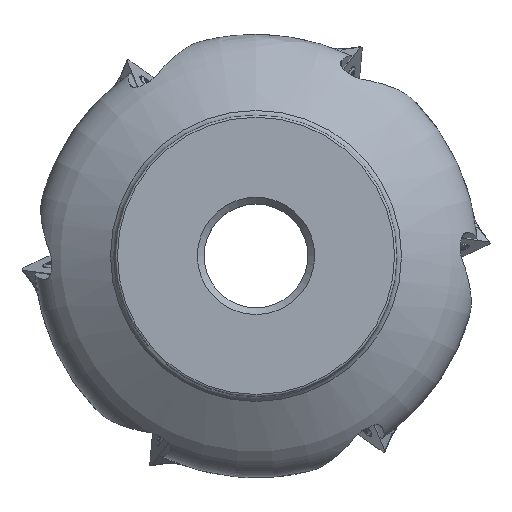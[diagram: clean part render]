
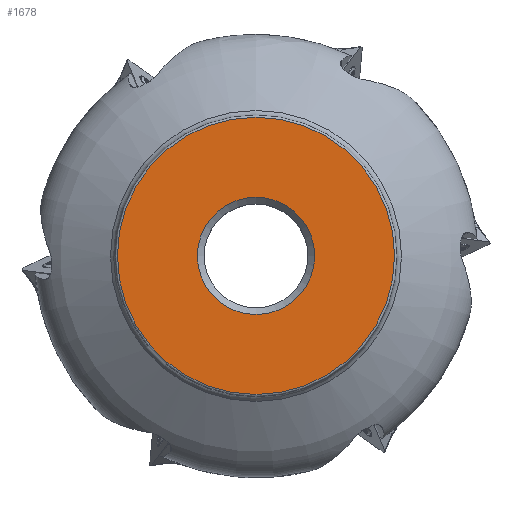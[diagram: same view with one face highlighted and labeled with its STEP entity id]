
A CAD part, top view. The second image highlights one B-rep face of the part: STEP entity #1678.
In plain terms, the highlighted planar face has unit normal (0, 0, 1).
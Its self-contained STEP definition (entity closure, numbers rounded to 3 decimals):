
#324=PLANE('',#7617);
#1678=ADVANCED_FACE('',(#2452,#2453),#324,.T.);
#2452=FACE_BOUND('',#2644,.T.);
#2453=FACE_BOUND('',#2645,.T.);
#2644=EDGE_LOOP('',(#3428));
#2645=EDGE_LOOP('',(#3429));
#3428=ORIENTED_EDGE('',*,*,#6245,.F.);
#3429=ORIENTED_EDGE('',*,*,#6246,.T.);
#5482=VERTEX_POINT('',#12097);
#5483=VERTEX_POINT('',#12099);
#6245=EDGE_CURVE('',#5482,#5482,#7092,.T.);
#6246=EDGE_CURVE('',#5483,#5483,#7093,.T.);
#7092=CIRCLE('',#7615,21.556);
#7093=CIRCLE('',#7616,50.95);
#7615=AXIS2_PLACEMENT_3D('',#12096,#8581,#8582);
#7616=AXIS2_PLACEMENT_3D('',#12098,#8583,#8584);
#7617=AXIS2_PLACEMENT_3D('',#12100,#8585,#8586);
#8581=DIRECTION('',(0.,0.,1.));
#8582=DIRECTION('',(0.,1.,0.));
#8583=DIRECTION('',(0.,0.,1.));
#8584=DIRECTION('',(0.,1.,0.));
#8585=DIRECTION('',(0.,0.,1.));
#8586=DIRECTION('',(0.,1.,0.));
#12096=CARTESIAN_POINT('',(0.,0.,0.));
#12097=CARTESIAN_POINT('',(0.,21.556,0.));
#12098=CARTESIAN_POINT('',(0.,0.,0.));
#12099=CARTESIAN_POINT('',(0.,50.95,0.));
#12100=CARTESIAN_POINT('',(0.,0.,0.));
